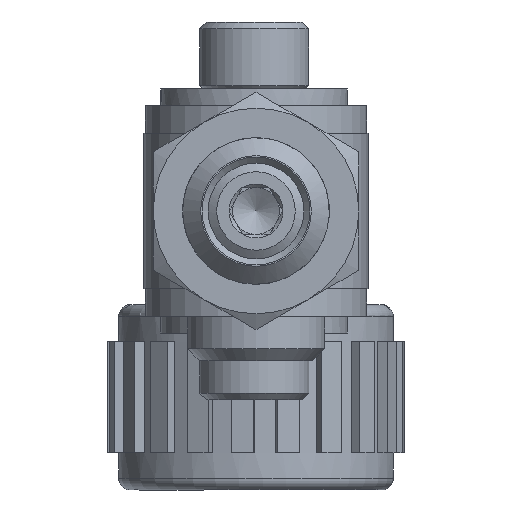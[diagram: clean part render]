
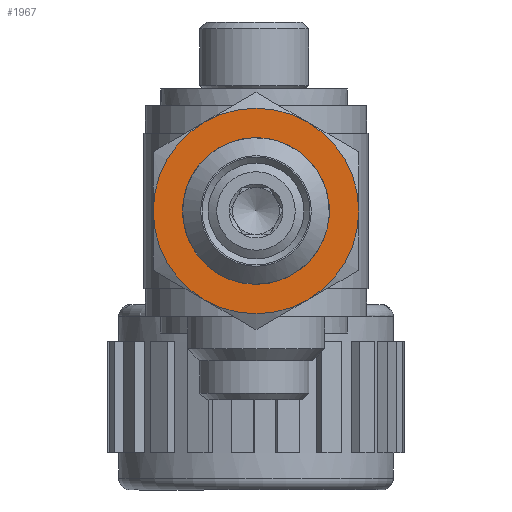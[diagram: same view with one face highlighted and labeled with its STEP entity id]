
A CAD part, left-side view. The second image highlights one B-rep face of the part: STEP entity #1967.
In plain terms, the highlighted planar face has unit normal (-1, 0, 0).
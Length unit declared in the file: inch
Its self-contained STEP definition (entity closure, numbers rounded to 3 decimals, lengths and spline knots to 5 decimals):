
#147 = VERTEX_POINT ( 'NONE', #3238 ) ;
#841 = LINE ( 'NONE', #4764, #24898 ) ;
#1019 = CIRCLE ( 'NONE', #5403, 0.0925 ) ;
#1923 = DIRECTION ( 'NONE',  ( -1., 0., 0. ) ) ;
#1967 = ADVANCED_FACE ( 'NONE', ( #28854, #9206, #8827, #17937 ), #20636, .T. ) ;
#2106 = VERTEX_POINT ( 'NONE', #6354 ) ;
#2428 = CARTESIAN_POINT ( 'NONE',  ( 0.22, -0.08485, -0.03 ) ) ;
#3112 = EDGE_CURVE ( 'NONE', #5694, #5694, #10599, .T. ) ;
#3238 = CARTESIAN_POINT ( 'NONE',  ( 0.22, -0.17188, 0. ) ) ;
#3259 = CARTESIAN_POINT ( 'NONE',  ( 0.22, 0., 0. ) ) ;
#3346 = CARTESIAN_POINT ( 'NONE',  ( 0.22, 0., 0. ) ) ;
#3438 = EDGE_CURVE ( 'NONE', #5192, #11388, #26618, .T. ) ;
#3540 = DIRECTION ( 'NONE',  ( -1., 0., 0. ) ) ;
#3974 = ORIENTED_EDGE ( 'NONE', *, *, #3112, .F. ) ;
#4300 = CARTESIAN_POINT ( 'NONE',  ( 0.22, 0., 0. ) ) ;
#4328 = CARTESIAN_POINT ( 'NONE',  ( 0.22, 0., 0. ) ) ;
#4394 = ORIENTED_EDGE ( 'NONE', *, *, #10737, .T. ) ;
#4764 = CARTESIAN_POINT ( 'NONE',  ( 0.22, 0., 0.03 ) ) ;
#4797 = CARTESIAN_POINT ( 'NONE',  ( 0.22, 0., -0.03 ) ) ;
#4853 = ORIENTED_EDGE ( 'NONE', *, *, #8238, .T. ) ;
#5159 = VERTEX_POINT ( 'NONE', #11957 ) ;
#5192 = VERTEX_POINT ( 'NONE', #11777 ) ;
#5357 = VERTEX_POINT ( 'NONE', #17697 ) ;
#5403 = AXIS2_PLACEMENT_3D ( 'NONE', #19500, #12601, #28860 ) ;
#5694 = VERTEX_POINT ( 'NONE', #16486 ) ;
#5702 = DIRECTION ( 'NONE',  ( -1., 0., 0. ) ) ;
#5756 = ORIENTED_EDGE ( 'NONE', *, *, #13309, .T. ) ;
#5788 = AXIS2_PLACEMENT_3D ( 'NONE', #3346, #3540, #24443 ) ;
#5790 = EDGE_CURVE ( 'NONE', #147, #28948, #25208, .T. ) ;
#5998 = AXIS2_PLACEMENT_3D ( 'NONE', #8302, #20109, #22041 ) ;
#6354 = CARTESIAN_POINT ( 'NONE',  ( 0.22, -0.08485, 0.03 ) ) ;
#6522 = VECTOR ( 'NONE', #19117, 39.37008 ) ;
#6528 = CARTESIAN_POINT ( 'NONE',  ( 0.22, 0., 0. ) ) ;
#6708 = DIRECTION ( 'NONE',  ( -1., 0., 0. ) ) ;
#6958 = CIRCLE ( 'NONE', #7569, 0.0925 ) ;
#7569 = AXIS2_PLACEMENT_3D ( 'NONE', #28044, #23495, #9530 ) ;
#7834 = CIRCLE ( 'NONE', #5788, 0.09 ) ;
#8059 = ORIENTED_EDGE ( 'NONE', *, *, #21945, .T. ) ;
#8238 = EDGE_CURVE ( 'NONE', #28019, #5159, #1019, .T. ) ;
#8259 = EDGE_CURVE ( 'NONE', #21395, #147, #11642, .T. ) ;
#8302 = CARTESIAN_POINT ( 'NONE',  ( 0.22, 0., 0. ) ) ;
#8335 = LINE ( 'NONE', #16594, #6522 ) ;
#8827 = FACE_BOUND ( 'NONE', #23397, .T. ) ;
#8925 = DIRECTION ( 'NONE',  ( -1., 0., 0. ) ) ;
#8995 = DIRECTION ( 'NONE',  ( 0., -0.866, 0.5 ) ) ;
#9098 = DIRECTION ( 'NONE',  ( -1., 0., 0. ) ) ;
#9206 = FACE_OUTER_BOUND ( 'NONE', #29032, .T. ) ;
#9523 = VECTOR ( 'NONE', #18437, 39.37008 ) ;
#9530 = DIRECTION ( 'NONE',  ( 0., 1., 0. ) ) ;
#9642 = DIRECTION ( 'NONE',  ( 0., 1., 0. ) ) ;
#9748 = EDGE_CURVE ( 'NONE', #5159, #5192, #28095, .T. ) ;
#9767 = CIRCLE ( 'NONE', #18920, 0.17188 ) ;
#9906 = VERTEX_POINT ( 'NONE', #26521 ) ;
#10023 = DIRECTION ( 'NONE',  ( 0., 1., 0. ) ) ;
#10346 = EDGE_CURVE ( 'NONE', #18162, #12476, #13002, .T. ) ;
#10599 = CIRCLE ( 'NONE', #18566, 0.082 ) ;
#10737 = EDGE_CURVE ( 'NONE', #28948, #5357, #9767, .T. ) ;
#11388 = VERTEX_POINT ( 'NONE', #2428 ) ;
#11642 = CIRCLE ( 'NONE', #5998, 0.17188 ) ;
#11708 = ORIENTED_EDGE ( 'NONE', *, *, #9748, .T. ) ;
#11777 = CARTESIAN_POINT ( 'NONE',  ( 0.22, 0.08485, -0.03 ) ) ;
#11957 = CARTESIAN_POINT ( 'NONE',  ( 0.22, 0.0875, -0.03 ) ) ;
#12222 = ORIENTED_EDGE ( 'NONE', *, *, #10346, .T. ) ;
#12310 = AXIS2_PLACEMENT_3D ( 'NONE', #3259, #21923, #19580 ) ;
#12476 = VERTEX_POINT ( 'NONE', #18059 ) ;
#12601 = DIRECTION ( 'NONE',  ( 1., 0., 0. ) ) ;
#13002 = CIRCLE ( 'NONE', #12310, 0.17188 ) ;
#13309 = EDGE_CURVE ( 'NONE', #2106, #9906, #7834, .T. ) ;
#14210 = CARTESIAN_POINT ( 'NONE',  ( 0.22, -0.0875, 0.03 ) ) ;
#14374 = DIRECTION ( 'NONE',  ( -1., 0., 0. ) ) ;
#14470 = CARTESIAN_POINT ( 'NONE',  ( 0.22, -0.08594, 0.14885 ) ) ;
#14848 = ORIENTED_EDGE ( 'NONE', *, *, #24922, .T. ) ;
#15096 = ORIENTED_EDGE ( 'NONE', *, *, #22528, .T. ) ;
#16486 = CARTESIAN_POINT ( 'NONE',  ( 0.22, -0.07101, 0.041 ) ) ;
#16594 = CARTESIAN_POINT ( 'NONE',  ( 0.22, 0., -0.03 ) ) ;
#17195 = AXIS2_PLACEMENT_3D ( 'NONE', #27953, #6708, #25349 ) ;
#17504 = EDGE_CURVE ( 'NONE', #28291, #2106, #18580, .T. ) ;
#17517 = CARTESIAN_POINT ( 'NONE',  ( 0.22, 0., 0. ) ) ;
#17697 = CARTESIAN_POINT ( 'NONE',  ( 0.22, 0.08594, 0.14885 ) ) ;
#17746 = DIRECTION ( 'NONE',  ( 0., -0.866, 0.5 ) ) ;
#17843 = CARTESIAN_POINT ( 'NONE',  ( 0.22, 0., 0. ) ) ;
#17937 = FACE_BOUND ( 'NONE', #18773, .T. ) ;
#18038 = DIRECTION ( 'NONE',  ( -1., 0., 0. ) ) ;
#18059 = CARTESIAN_POINT ( 'NONE',  ( 0.22, 0.08594, -0.14885 ) ) ;
#18062 = CARTESIAN_POINT ( 'NONE',  ( 0.22, -0.0875, -0.03 ) ) ;
#18109 = CARTESIAN_POINT ( 'NONE',  ( 0.22, 0.17188, 0. ) ) ;
#18162 = VERTEX_POINT ( 'NONE', #18109 ) ;
#18373 = EDGE_CURVE ( 'NONE', #11388, #28019, #8335, .T. ) ;
#18437 = DIRECTION ( 'NONE',  ( 0., -1., 0. ) ) ;
#18566 = AXIS2_PLACEMENT_3D ( 'NONE', #4328, #8925, #29971 ) ;
#18580 = LINE ( 'NONE', #26101, #26239 ) ;
#18771 = AXIS2_PLACEMENT_3D ( 'NONE', #17843, #18038, #17746 ) ;
#18773 = EDGE_LOOP ( 'NONE', ( #5756, #21140, #8059, #19678 ) ) ;
#18823 = AXIS2_PLACEMENT_3D ( 'NONE', #4300, #9098, #8995 ) ;
#18895 = AXIS2_PLACEMENT_3D ( 'NONE', #28271, #14374, #28172 ) ;
#18920 = AXIS2_PLACEMENT_3D ( 'NONE', #17517, #5702, #22090 ) ;
#19003 = CIRCLE ( 'NONE', #18771, 0.17188 ) ;
#19117 = DIRECTION ( 'NONE',  ( 0., -1., 0. ) ) ;
#19500 = CARTESIAN_POINT ( 'NONE',  ( 0.22, 0., 0. ) ) ;
#19580 = DIRECTION ( 'NONE',  ( 0., -0.866, 0.5 ) ) ;
#19678 = ORIENTED_EDGE ( 'NONE', *, *, #17504, .T. ) ;
#20109 = DIRECTION ( 'NONE',  ( -1., 0., 0. ) ) ;
#20636 = PLANE ( 'NONE',  #17195 ) ;
#21140 = ORIENTED_EDGE ( 'NONE', *, *, #24213, .T. ) ;
#21395 = VERTEX_POINT ( 'NONE', #30208 ) ;
#21514 = VERTEX_POINT ( 'NONE', #28265 ) ;
#21923 = DIRECTION ( 'NONE',  ( -1., 0., 0. ) ) ;
#21945 = EDGE_CURVE ( 'NONE', #21514, #28291, #6958, .T. ) ;
#22041 = DIRECTION ( 'NONE',  ( 0., -0.866, 0.5 ) ) ;
#22090 = DIRECTION ( 'NONE',  ( 0., -0.866, 0.5 ) ) ;
#22340 = EDGE_LOOP ( 'NONE', ( #3974 ) ) ;
#22528 = EDGE_CURVE ( 'NONE', #12476, #21395, #27666, .T. ) ;
#23397 = EDGE_LOOP ( 'NONE', ( #4853, #11708, #27064, #23824 ) ) ;
#23495 = DIRECTION ( 'NONE',  ( 1., 0., 0. ) ) ;
#23679 = ORIENTED_EDGE ( 'NONE', *, *, #5790, .T. ) ;
#23824 = ORIENTED_EDGE ( 'NONE', *, *, #18373, .T. ) ;
#24213 = EDGE_CURVE ( 'NONE', #9906, #21514, #841, .T. ) ;
#24443 = DIRECTION ( 'NONE',  ( 0., 1., 0. ) ) ;
#24898 = VECTOR ( 'NONE', #9642, 39.37008 ) ;
#24922 = EDGE_CURVE ( 'NONE', #5357, #18162, #19003, .T. ) ;
#25208 = CIRCLE ( 'NONE', #18823, 0.17188 ) ;
#25282 = DIRECTION ( 'NONE',  ( 0., 1., 0. ) ) ;
#25349 = DIRECTION ( 'NONE',  ( 0., -0.866, 0.5 ) ) ;
#25649 = ORIENTED_EDGE ( 'NONE', *, *, #8259, .T. ) ;
#26101 = CARTESIAN_POINT ( 'NONE',  ( 0.22, 0., 0.03 ) ) ;
#26239 = VECTOR ( 'NONE', #10023, 39.37008 ) ;
#26521 = CARTESIAN_POINT ( 'NONE',  ( 0.22, 0.08485, 0.03 ) ) ;
#26618 = CIRCLE ( 'NONE', #28139, 0.09 ) ;
#27064 = ORIENTED_EDGE ( 'NONE', *, *, #3438, .T. ) ;
#27666 = CIRCLE ( 'NONE', #18895, 0.17188 ) ;
#27953 = CARTESIAN_POINT ( 'NONE',  ( 0.22, 0., -0.19846 ) ) ;
#28019 = VERTEX_POINT ( 'NONE', #18062 ) ;
#28044 = CARTESIAN_POINT ( 'NONE',  ( 0.22, 0., 0. ) ) ;
#28095 = LINE ( 'NONE', #4797, #9523 ) ;
#28139 = AXIS2_PLACEMENT_3D ( 'NONE', #6528, #1923, #25282 ) ;
#28172 = DIRECTION ( 'NONE',  ( 0., -0.866, 0.5 ) ) ;
#28265 = CARTESIAN_POINT ( 'NONE',  ( 0.22, 0.0875, 0.03 ) ) ;
#28271 = CARTESIAN_POINT ( 'NONE',  ( 0.22, 0., 0. ) ) ;
#28291 = VERTEX_POINT ( 'NONE', #14210 ) ;
#28854 = FACE_BOUND ( 'NONE', #22340, .T. ) ;
#28860 = DIRECTION ( 'NONE',  ( 0., 1., 0. ) ) ;
#28948 = VERTEX_POINT ( 'NONE', #14470 ) ;
#29032 = EDGE_LOOP ( 'NONE', ( #23679, #4394, #14848, #12222, #15096, #25649 ) ) ;
#29971 = DIRECTION ( 'NONE',  ( 0., -0.866, 0.5 ) ) ;
#30208 = CARTESIAN_POINT ( 'NONE',  ( 0.22, -0.08594, -0.14885 ) ) ;
